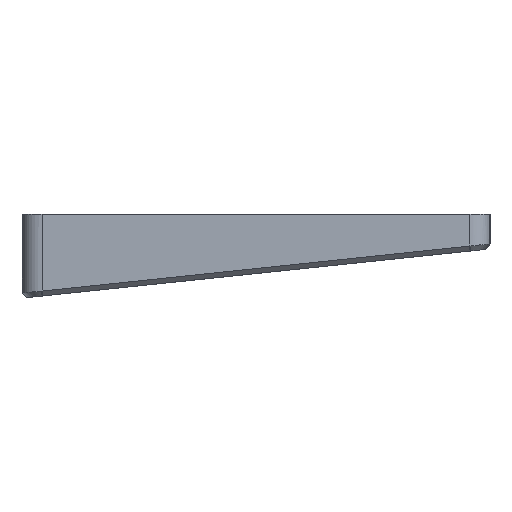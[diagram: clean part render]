
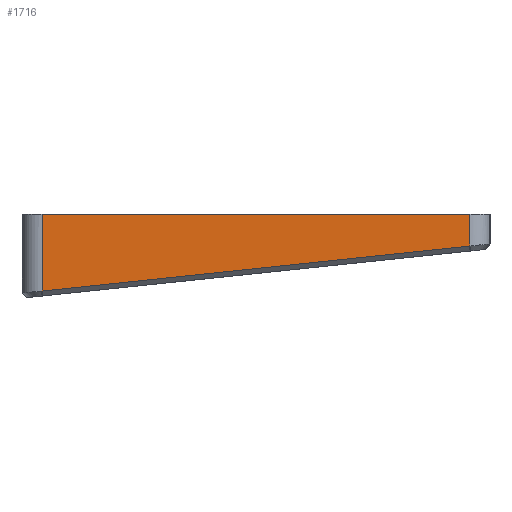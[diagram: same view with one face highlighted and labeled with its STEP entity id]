
A CAD part, left-side view. The second image highlights one B-rep face of the part: STEP entity #1716.
In plain terms, the highlighted planar face has unit normal (-1, 0, 0).
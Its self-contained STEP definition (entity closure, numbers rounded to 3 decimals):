
#29=B_SPLINE_CURVE_WITH_KNOTS('',3,(#2770,#2771,#2772,#2773),
 .UNSPECIFIED.,.F.,.F.,(4,4),(1.545,1.571),
 .UNSPECIFIED.);
#74=PLANE('',#1885);
#154=FACE_OUTER_BOUND('',#270,.T.);
#270=EDGE_LOOP('',(#1433,#1434,#1435,#1436,#1437));
#358=LINE('',#2729,#514);
#367=LINE('',#2806,#523);
#396=LINE('',#2910,#552);
#436=LINE('',#3026,#592);
#514=VECTOR('',#2031,10.);
#523=VECTOR('',#2056,10.);
#552=VECTOR('',#2151,10.);
#592=VECTOR('',#2273,10.);
#740=VERTEX_POINT('',#2534);
#760=VERTEX_POINT('',#2722);
#763=VERTEX_POINT('',#2727);
#775=VERTEX_POINT('',#2805);
#815=VERTEX_POINT('',#2903);
#937=EDGE_CURVE('',#763,#760,#358,.T.);
#940=EDGE_CURVE('',#740,#763,#29,.T.);
#955=EDGE_CURVE('',#760,#775,#367,.T.);
#1007=EDGE_CURVE('',#775,#815,#396,.T.);
#1068=EDGE_CURVE('',#815,#740,#436,.T.);
#1433=ORIENTED_EDGE('',*,*,#940,.F.);
#1434=ORIENTED_EDGE('',*,*,#1068,.F.);
#1435=ORIENTED_EDGE('',*,*,#1007,.F.);
#1436=ORIENTED_EDGE('',*,*,#955,.F.);
#1437=ORIENTED_EDGE('',*,*,#937,.F.);
#1716=ADVANCED_FACE('',(#154),#74,.T.);
#1885=AXIS2_PLACEMENT_3D('',#3027,#2274,#2275);
#2031=DIRECTION('',(0.,0.995,-0.105));
#2056=DIRECTION('',(0.,0.,1.));
#2151=DIRECTION('',(0.,-1.,0.));
#2273=DIRECTION('',(0.,0.,-1.));
#2274=DIRECTION('center_axis',(-1.,0.,0.));
#2275=DIRECTION('ref_axis',(0.,1.,0.));
#2534=CARTESIAN_POINT('',(23.831,-64.625,-10.136));
#2722=CARTESIAN_POINT('',(23.831,-0.625,-16.862));
#2727=CARTESIAN_POINT('',(23.831,-64.547,-10.144));
#2729=CARTESIAN_POINT('',(23.831,-90.027,-7.466));
#2770=CARTESIAN_POINT('Ctrl Pts',(23.831,-64.625,-10.136));
#2771=CARTESIAN_POINT('Ctrl Pts',(23.831,-64.599,-10.138));
#2772=CARTESIAN_POINT('Ctrl Pts',(23.831,-64.573,-10.141));
#2773=CARTESIAN_POINT('Ctrl Pts',(23.831,-64.547,-10.144));
#2805=CARTESIAN_POINT('',(23.831,-0.625,-5.4));
#2806=CARTESIAN_POINT('',(23.831,-0.625,-5.9));
#2903=CARTESIAN_POINT('',(23.831,-64.625,-5.4));
#2910=CARTESIAN_POINT('',(23.831,2.375,-5.4));
#3026=CARTESIAN_POINT('',(23.831,-64.625,-5.9));
#3027=CARTESIAN_POINT('Origin',(23.831,-67.625,-5.9));
